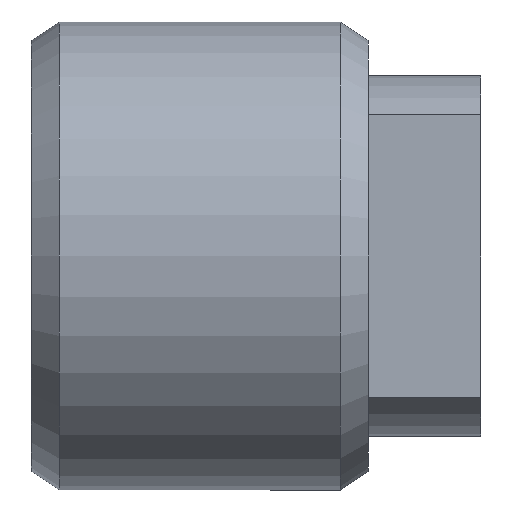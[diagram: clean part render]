
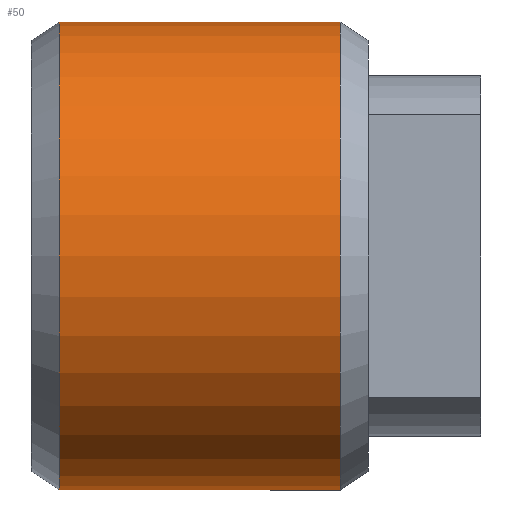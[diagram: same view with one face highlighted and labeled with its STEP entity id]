
A CAD part, front view. The second image highlights one B-rep face of the part: STEP entity #50.
In plain terms, the highlighted cylindrical face has radius 12.5 mm (diameter 25 mm), a partial arc.
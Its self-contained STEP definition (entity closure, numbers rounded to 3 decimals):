
#3 = EDGE_CURVE ( 'NONE', #536, #187, #639, .T. ) ;
#31 = DIRECTION ( 'NONE',  ( 0., 0., 1. ) ) ;
#32 = CIRCLE ( 'NONE', #61, 12.5 ) ;
#34 = CARTESIAN_POINT ( 'NONE',  ( -6.682, 0., 0. ) ) ;
#48 = DIRECTION ( 'NONE',  ( -1., 0., 0. ) ) ;
#50 = ADVANCED_FACE ( 'NONE', ( #252 ), #289, .T. ) ;
#61 = AXIS2_PLACEMENT_3D ( 'NONE', #339, #646, #31 ) ;
#105 = CARTESIAN_POINT ( 'NONE',  ( 8.318, 0., 12.5 ) ) ;
#146 = EDGE_LOOP ( 'NONE', ( #528, #370, #342, #434 ) ) ;
#150 = VECTOR ( 'NONE', #48, 1000. ) ;
#157 = CARTESIAN_POINT ( 'NONE',  ( 8.318, 0., -12.5 ) ) ;
#187 = VERTEX_POINT ( 'NONE', #304 ) ;
#212 = AXIS2_PLACEMENT_3D ( 'NONE', #440, #394, #644 ) ;
#224 = VERTEX_POINT ( 'NONE', #157 ) ;
#240 = EDGE_CURVE ( 'NONE', #337, #187, #261, .T. ) ;
#252 = FACE_OUTER_BOUND ( 'NONE', #146, .T. ) ;
#253 = DIRECTION ( 'NONE',  ( -1., 0., 0. ) ) ;
#261 = CIRCLE ( 'NONE', #470, 12.5 ) ;
#289 = CYLINDRICAL_SURFACE ( 'NONE', #212, 12.5 ) ;
#304 = CARTESIAN_POINT ( 'NONE',  ( -6.682, 0., 12.5 ) ) ;
#316 = LINE ( 'NONE', #516, #150 ) ;
#337 = VERTEX_POINT ( 'NONE', #479 ) ;
#339 = CARTESIAN_POINT ( 'NONE',  ( 8.318, 0., 0. ) ) ;
#342 = ORIENTED_EDGE ( 'NONE', *, *, #3, .T. ) ;
#370 = ORIENTED_EDGE ( 'NONE', *, *, #649, .T. ) ;
#394 = DIRECTION ( 'NONE',  ( -1., 0., 0. ) ) ;
#430 = EDGE_CURVE ( 'NONE', #224, #337, #316, .T. ) ;
#433 = VECTOR ( 'NONE', #483, 1000. ) ;
#434 = ORIENTED_EDGE ( 'NONE', *, *, #240, .F. ) ;
#440 = CARTESIAN_POINT ( 'NONE',  ( -142.529, 0., 0. ) ) ;
#470 = AXIS2_PLACEMENT_3D ( 'NONE', #34, #253, #503 ) ;
#479 = CARTESIAN_POINT ( 'NONE',  ( -6.682, 0., -12.5 ) ) ;
#483 = DIRECTION ( 'NONE',  ( -1., 0., 0. ) ) ;
#503 = DIRECTION ( 'NONE',  ( 0., 0., 1. ) ) ;
#516 = CARTESIAN_POINT ( 'NONE',  ( -142.529, 0., -12.5 ) ) ;
#528 = ORIENTED_EDGE ( 'NONE', *, *, #430, .F. ) ;
#536 = VERTEX_POINT ( 'NONE', #105 ) ;
#597 = CARTESIAN_POINT ( 'NONE',  ( -142.529, 0., 12.5 ) ) ;
#639 = LINE ( 'NONE', #597, #433 ) ;
#644 = DIRECTION ( 'NONE',  ( 0., 0., 1. ) ) ;
#646 = DIRECTION ( 'NONE',  ( -1., 0., 0. ) ) ;
#649 = EDGE_CURVE ( 'NONE', #224, #536, #32, .T. ) ;
